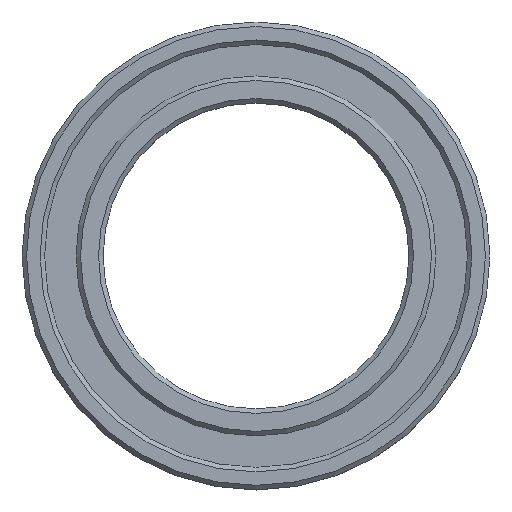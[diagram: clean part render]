
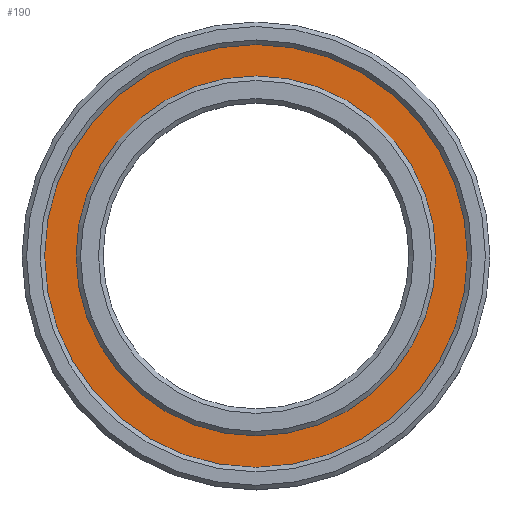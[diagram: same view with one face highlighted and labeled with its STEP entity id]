
A CAD part, top view. The second image highlights one B-rep face of the part: STEP entity #190.
In plain terms, the highlighted planar face has unit normal (0, 0, 1).
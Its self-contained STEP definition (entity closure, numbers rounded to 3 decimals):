
#146 = VERTEX_POINT('',#147);
#147 = CARTESIAN_POINT('',(0.,10.,2.25));
#153 = EDGE_CURVE('',#146,#146,#154,.T.);
#154 = CIRCLE('',#155,10.);
#155 = AXIS2_PLACEMENT_3D('',#156,#157,#158);
#156 = CARTESIAN_POINT('',(0.,0.,2.25)
  );
#157 = DIRECTION('',(0.,0.,-1.));
#158 = DIRECTION('',(0.,1.,0.));
#190 = ADVANCED_FACE('',(#191,#194),#205,.F.);
#191 = FACE_BOUND('',#192,.T.);
#192 = EDGE_LOOP('',(#193));
#193 = ORIENTED_EDGE('',*,*,#153,.T.);
#194 = FACE_BOUND('',#195,.T.);
#195 = EDGE_LOOP('',(#196));
#196 = ORIENTED_EDGE('',*,*,#197,.F.);
#197 = EDGE_CURVE('',#198,#198,#200,.T.);
#198 = VERTEX_POINT('',#199);
#199 = CARTESIAN_POINT('',(0.,11.75,2.25));
#200 = CIRCLE('',#201,11.75);
#201 = AXIS2_PLACEMENT_3D('',#202,#203,#204);
#202 = CARTESIAN_POINT('',(0.,0.,2.25)
  );
#203 = DIRECTION('',(0.,0.,-1.));
#204 = DIRECTION('',(0.,1.,0.));
#205 = PLANE('',#206);
#206 = AXIS2_PLACEMENT_3D('',#207,#208,#209);
#207 = CARTESIAN_POINT('',(0.,0.,2.25)
  );
#208 = DIRECTION('',(0.,0.,-1.));
#209 = DIRECTION('',(0.,1.,0.));
